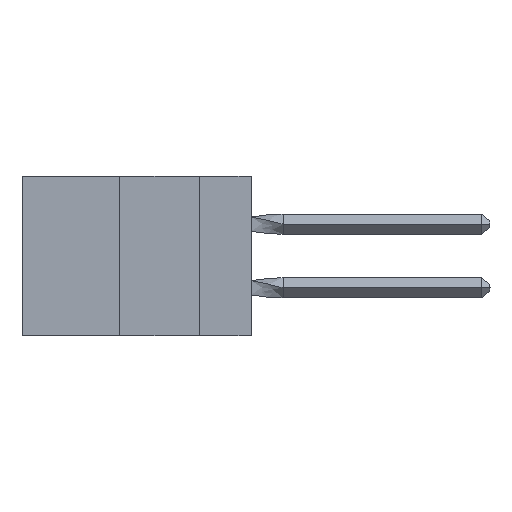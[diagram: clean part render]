
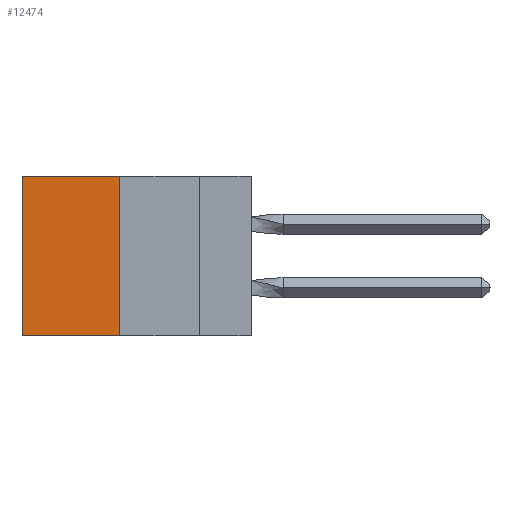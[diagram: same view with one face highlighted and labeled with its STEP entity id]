
A CAD part, left-side view. The second image highlights one B-rep face of the part: STEP entity #12474.
In plain terms, the highlighted planar face has unit normal (-1, 0, 0).
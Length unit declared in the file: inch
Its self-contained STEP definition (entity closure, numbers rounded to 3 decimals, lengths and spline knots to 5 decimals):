
#628 = EDGE_CURVE ( 'NONE', #4570, #635, #18547, .T. ) ;
#635 = VERTEX_POINT ( 'NONE', #7721 ) ;
#912 = CARTESIAN_POINT ( 'NONE',  ( 0.305, 0.413, -0.5 ) ) ;
#1173 = EDGE_CURVE ( 'NONE', #15693, #4570, #9624, .T. ) ;
#1676 = CARTESIAN_POINT ( 'NONE',  ( 0.305, 0.413, -0.5 ) ) ;
#1729 = PLANE ( 'NONE',  #7874 ) ;
#3098 = VECTOR ( 'NONE', #3894, 39.37008 ) ;
#3146 = VERTEX_POINT ( 'NONE', #1676 ) ;
#3241 = DIRECTION ( 'NONE',  ( 0., 0., -1. ) ) ;
#3818 = ORIENTED_EDGE ( 'NONE', *, *, #628, .T. ) ;
#3894 = DIRECTION ( 'NONE',  ( 0., 0., -1. ) ) ;
#4288 = EDGE_LOOP ( 'NONE', ( #3818, #19253, #14992, #9108 ) ) ;
#4570 = VERTEX_POINT ( 'NONE', #12876 ) ;
#4618 = EDGE_CURVE ( 'NONE', #15693, #3146, #19938, .T. ) ;
#5917 = VECTOR ( 'NONE', #13253, 39.37008 ) ;
#7721 = CARTESIAN_POINT ( 'NONE',  ( 0.305, 0.72, -0.5 ) ) ;
#7874 = AXIS2_PLACEMENT_3D ( 'NONE', #11023, #11166, #3241 ) ;
#8167 = LINE ( 'NONE', #912, #5917 ) ;
#8270 = EDGE_CURVE ( 'NONE', #3146, #635, #8167, .T. ) ;
#8795 = VECTOR ( 'NONE', #13886, 39.37008 ) ;
#9108 = ORIENTED_EDGE ( 'NONE', *, *, #1173, .T. ) ;
#9624 = LINE ( 'NONE', #10732, #14738 ) ;
#10006 = CARTESIAN_POINT ( 'NONE',  ( 0.305, 0.413, -0.5 ) ) ;
#10732 = CARTESIAN_POINT ( 'NONE',  ( 0.305, 0.413, 0. ) ) ;
#11023 = CARTESIAN_POINT ( 'NONE',  ( 0.305, 0.413, -0.5 ) ) ;
#11166 = DIRECTION ( 'NONE',  ( 1., 0., 0. ) ) ;
#12474 = ADVANCED_FACE ( 'NONE', ( #19658 ), #1729, .F. ) ;
#12876 = CARTESIAN_POINT ( 'NONE',  ( 0.305, 0.72, 0. ) ) ;
#13253 = DIRECTION ( 'NONE',  ( 0., 1., 0. ) ) ;
#13886 = DIRECTION ( 'NONE',  ( 0., 0., -1. ) ) ;
#14738 = VECTOR ( 'NONE', #17061, 39.37008 ) ;
#14992 = ORIENTED_EDGE ( 'NONE', *, *, #4618, .F. ) ;
#15693 = VERTEX_POINT ( 'NONE', #16003 ) ;
#16003 = CARTESIAN_POINT ( 'NONE',  ( 0.305, 0.413, 0. ) ) ;
#17061 = DIRECTION ( 'NONE',  ( 0., 1., 0. ) ) ;
#18547 = LINE ( 'NONE', #19961, #8795 ) ;
#19253 = ORIENTED_EDGE ( 'NONE', *, *, #8270, .F. ) ;
#19658 = FACE_OUTER_BOUND ( 'NONE', #4288, .T. ) ;
#19938 = LINE ( 'NONE', #10006, #3098 ) ;
#19961 = CARTESIAN_POINT ( 'NONE',  ( 0.305, 0.72, -0.5 ) ) ;
